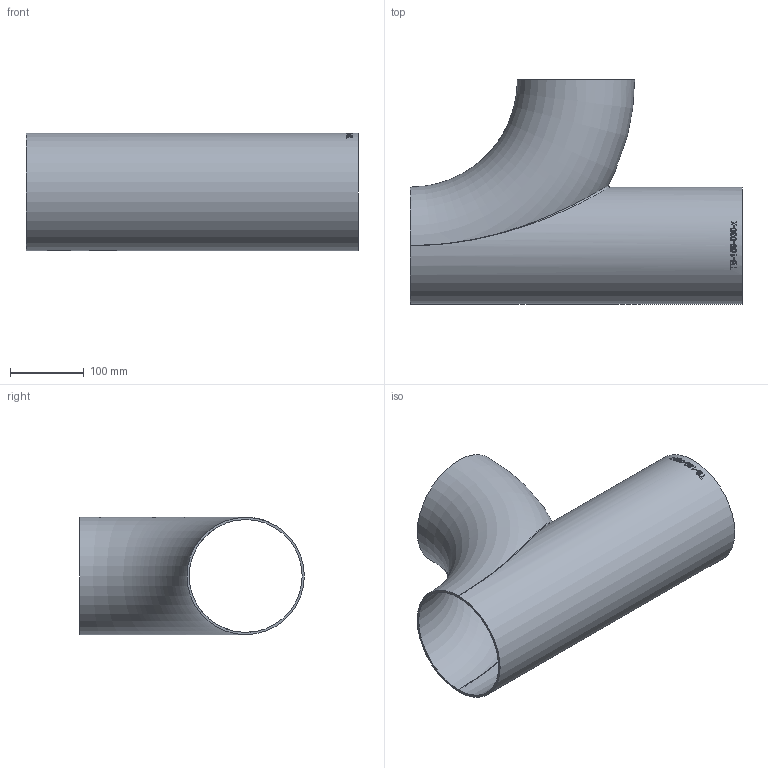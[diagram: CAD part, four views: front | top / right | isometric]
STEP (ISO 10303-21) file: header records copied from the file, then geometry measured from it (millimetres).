
FILE_DESCRIPTION (( 'STEP AP214' ), '1' );
FILE_NAME ('TB-159-030-x T-Bogen 2005.STEP', '2020-05-19T07:03:32', ( '' ), ( '' ), 'SwSTEP 2.0', 'SolidWorks 2019', '' );
FILE_SCHEMA (( 'AUTOMOTIVE_DESIGN' ));
Length unit declared in the file: millimetre
Products named in the file (1): TB-159-030-x T-Bogen 2005
Bounding box: 450 x 304.5 x 159 mm (x, y, z)
Volume: 857234.8 mm3; surface area: 577002.7 mm2
Topology: 1 solids, 1 shells, 157 faces, 416 edges, 272 vertices
Faces by surface type: bspline 91, plane 44, cylinder 20, torus 2
Full cylindrical faces by diameter (mm): 153 x1, 159 x1
Entity records: 25718 total; most frequent: CARTESIAN_POINT 21123, ORIENTED_EDGE 792, EDGE_CURVE 396, DIRECTION 309, B_SPLINE_CURVE_WITH_KNOTS 275, VERTEX_POINT 264, EDGE_LOOP 178, FACE_OUTER_BOUND 158
